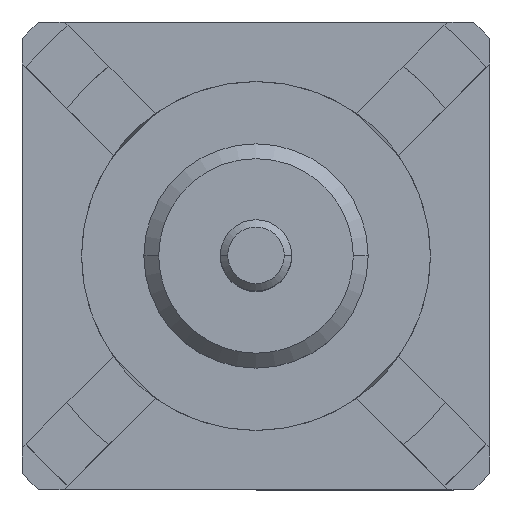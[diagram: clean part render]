
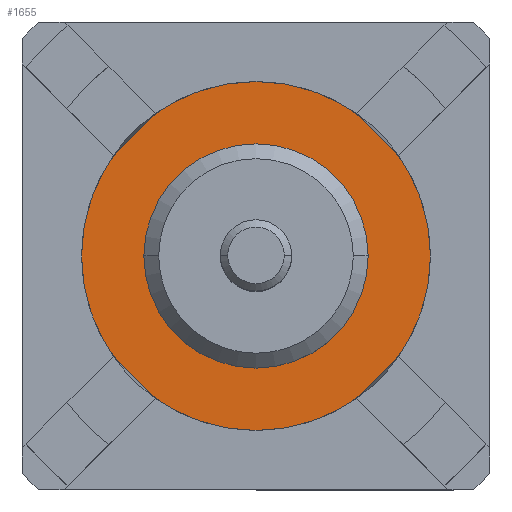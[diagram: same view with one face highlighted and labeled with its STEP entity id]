
A CAD part, top view. The second image highlights one B-rep face of the part: STEP entity #1655.
In plain terms, the highlighted planar face has unit normal (0, 0, 1).
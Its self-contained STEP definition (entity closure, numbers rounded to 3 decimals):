
#94 = DIRECTION ( 'NONE',  ( -1., 0., 0. ) ) ;
#154 = CARTESIAN_POINT ( 'NONE',  ( -1.51, 0., -0.2 ) ) ;
#172 = CARTESIAN_POINT ( 'NONE',  ( 0., 0., -0.2 ) ) ;
#193 = AXIS2_PLACEMENT_3D ( 'NONE', #3248, #1582, #3533 ) ;
#301 = EDGE_CURVE ( 'NONE', #3260, #1937, #2837, .T. ) ;
#349 = CARTESIAN_POINT ( 'NONE',  ( 0., 0., -0.2 ) ) ;
#456 = DIRECTION ( 'NONE',  ( 0., 0., -1. ) ) ;
#460 = EDGE_CURVE ( 'NONE', #1937, #3260, #2402, .T. ) ;
#641 = DIRECTION ( 'NONE',  ( -1., 0., 0. ) ) ;
#845 = ORIENTED_EDGE ( 'NONE', *, *, #301, .T. ) ;
#886 = ORIENTED_EDGE ( 'NONE', *, *, #1001, .F. ) ;
#911 = CIRCLE ( 'NONE', #1376, 2.35 ) ;
#957 = CARTESIAN_POINT ( 'NONE',  ( 2.35, 0., -0.2 ) ) ;
#1001 = EDGE_CURVE ( 'NONE', #1566, #3377, #911, .T. ) ;
#1123 = EDGE_CURVE ( 'NONE', #3377, #1566, #2610, .T. ) ;
#1315 = CARTESIAN_POINT ( 'NONE',  ( -2.35, 0., -0.2 ) ) ;
#1376 = AXIS2_PLACEMENT_3D ( 'NONE', #349, #2313, #641 ) ;
#1469 = EDGE_LOOP ( 'NONE', ( #2007, #845 ) ) ;
#1563 = DIRECTION ( 'NONE',  ( 0., 0., -1. ) ) ;
#1566 = VERTEX_POINT ( 'NONE', #957 ) ;
#1582 = DIRECTION ( 'NONE',  ( 0., 0., -1. ) ) ;
#1655 = ADVANCED_FACE ( 'NONE', ( #1793, #2607 ), #3534, .F. ) ;
#1784 = DIRECTION ( 'NONE',  ( 0., 0., -1. ) ) ;
#1793 = FACE_OUTER_BOUND ( 'NONE', #3091, .T. ) ;
#1937 = VERTEX_POINT ( 'NONE', #154 ) ;
#1952 = AXIS2_PLACEMENT_3D ( 'NONE', #3447, #1784, #94 ) ;
#2007 = ORIENTED_EDGE ( 'NONE', *, *, #460, .T. ) ;
#2313 = DIRECTION ( 'NONE',  ( 0., 0., -1. ) ) ;
#2402 = CIRCLE ( 'NONE', #193, 1.51 ) ;
#2411 = DIRECTION ( 'NONE',  ( -1., 0., 0. ) ) ;
#2583 = ORIENTED_EDGE ( 'NONE', *, *, #1123, .F. ) ;
#2607 = FACE_BOUND ( 'NONE', #1469, .T. ) ;
#2610 = CIRCLE ( 'NONE', #3437, 2.35 ) ;
#2650 = CARTESIAN_POINT ( 'NONE',  ( 1.51, 0., -0.2 ) ) ;
#2837 = CIRCLE ( 'NONE', #1952, 1.51 ) ;
#3091 = EDGE_LOOP ( 'NONE', ( #2583, #886 ) ) ;
#3228 = CARTESIAN_POINT ( 'NONE',  ( 0., 0., -0.2 ) ) ;
#3248 = CARTESIAN_POINT ( 'NONE',  ( 0., 0., -0.2 ) ) ;
#3260 = VERTEX_POINT ( 'NONE', #2650 ) ;
#3294 = AXIS2_PLACEMENT_3D ( 'NONE', #172, #456, #2411 ) ;
#3377 = VERTEX_POINT ( 'NONE', #1315 ) ;
#3437 = AXIS2_PLACEMENT_3D ( 'NONE', #3228, #1563, #3512 ) ;
#3447 = CARTESIAN_POINT ( 'NONE',  ( 0., 0., -0.2 ) ) ;
#3512 = DIRECTION ( 'NONE',  ( -1., 0., 0. ) ) ;
#3533 = DIRECTION ( 'NONE',  ( -1., 0., 0. ) ) ;
#3534 = PLANE ( 'NONE',  #3294 ) ;
